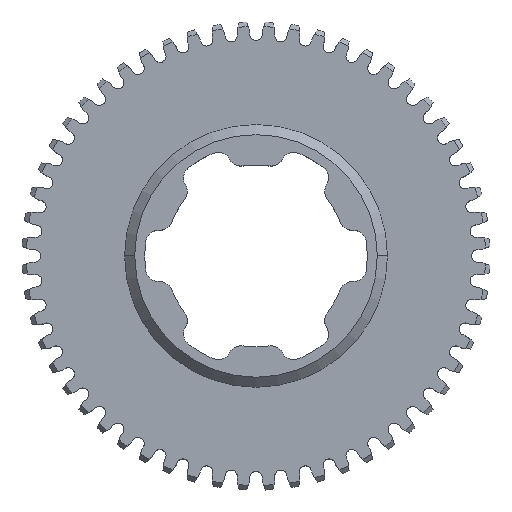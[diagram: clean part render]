
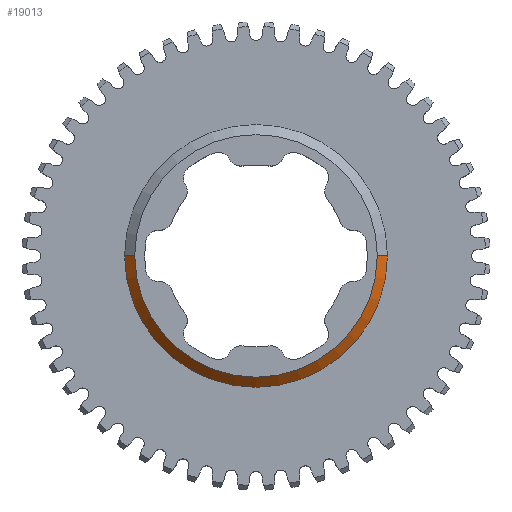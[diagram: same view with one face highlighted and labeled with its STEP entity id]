
A CAD part, top view. The second image highlights one B-rep face of the part: STEP entity #19013.
In plain terms, the highlighted conical face has half-angle 45 degrees and reference radius 20.637 mm.
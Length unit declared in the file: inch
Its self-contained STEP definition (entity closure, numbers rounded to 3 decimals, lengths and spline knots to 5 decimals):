
#425 = EDGE_CURVE ( 'NONE', #23783, #22761, #27556, .T. ) ;
#1641 = EDGE_CURVE ( 'NONE', #6476, #22761, #18259, .T. ) ;
#2152 = CARTESIAN_POINT ( 'NONE',  ( 0., 0., 0.1875 ) ) ;
#3028 = VERTEX_POINT ( 'NONE', #7618 ) ;
#5956 = FACE_OUTER_BOUND ( 'NONE', #20447, .T. ) ;
#6214 = AXIS2_PLACEMENT_3D ( 'NONE', #13831, #9635, #18151 ) ;
#6476 = VERTEX_POINT ( 'NONE', #26816 ) ;
#7618 = CARTESIAN_POINT ( 'NONE',  ( 0.75, 0., 0.25 ) ) ;
#9181 = CARTESIAN_POINT ( 'NONE',  ( -0.8125, 0., 0.1875 ) ) ;
#9635 = DIRECTION ( 'NONE',  ( 0., 0., -1. ) ) ;
#10795 = DIRECTION ( 'NONE',  ( 0.707, 0., -0.707 ) ) ;
#10823 = CONICAL_SURFACE ( 'NONE', #14498, 0.8125, 0.785 ) ;
#10930 = DIRECTION ( 'NONE',  ( 0., 0., -1. ) ) ;
#11281 = CIRCLE ( 'NONE', #6214, 0.75 ) ;
#12021 = CARTESIAN_POINT ( 'NONE',  ( 0., 0., 0.1875 ) ) ;
#12032 = ORIENTED_EDGE ( 'NONE', *, *, #1641, .T. ) ;
#12670 = LINE ( 'NONE', #14971, #21009 ) ;
#13084 = CARTESIAN_POINT ( 'NONE',  ( -0.8125, 0., 0.1875 ) ) ;
#13831 = CARTESIAN_POINT ( 'NONE',  ( 0., 0., 0.25 ) ) ;
#14498 = AXIS2_PLACEMENT_3D ( 'NONE', #12021, #18929, #25844 ) ;
#14856 = EDGE_CURVE ( 'NONE', #3028, #23783, #12670, .T. ) ;
#14971 = CARTESIAN_POINT ( 'NONE',  ( 0.8125, 0., 0.1875 ) ) ;
#17685 = ORIENTED_EDGE ( 'NONE', *, *, #14856, .F. ) ;
#18151 = DIRECTION ( 'NONE',  ( -1., 0., 0. ) ) ;
#18259 = LINE ( 'NONE', #9181, #18786 ) ;
#18306 = EDGE_CURVE ( 'NONE', #3028, #6476, #11281, .T. ) ;
#18786 = VECTOR ( 'NONE', #27042, 39.37008 ) ;
#18929 = DIRECTION ( 'NONE',  ( 0., 0., -1. ) ) ;
#19013 = ADVANCED_FACE ( 'NONE', ( #5956 ), #10823, .T. ) ;
#19716 = DIRECTION ( 'NONE',  ( 1., 0., 0. ) ) ;
#20400 = ORIENTED_EDGE ( 'NONE', *, *, #425, .F. ) ;
#20447 = EDGE_LOOP ( 'NONE', ( #17685, #21145, #12032, #20400 ) ) ;
#21009 = VECTOR ( 'NONE', #10795, 39.37008 ) ;
#21145 = ORIENTED_EDGE ( 'NONE', *, *, #18306, .T. ) ;
#22454 = CARTESIAN_POINT ( 'NONE',  ( 0.8125, 0., 0.1875 ) ) ;
#22761 = VERTEX_POINT ( 'NONE', #13084 ) ;
#23783 = VERTEX_POINT ( 'NONE', #22454 ) ;
#24795 = AXIS2_PLACEMENT_3D ( 'NONE', #2152, #10930, #19716 ) ;
#25844 = DIRECTION ( 'NONE',  ( -1., 0., 0. ) ) ;
#26816 = CARTESIAN_POINT ( 'NONE',  ( -0.75, 0., 0.25 ) ) ;
#27042 = DIRECTION ( 'NONE',  ( -0.707, 0., -0.707 ) ) ;
#27556 = CIRCLE ( 'NONE', #24795, 0.8125 ) ;
